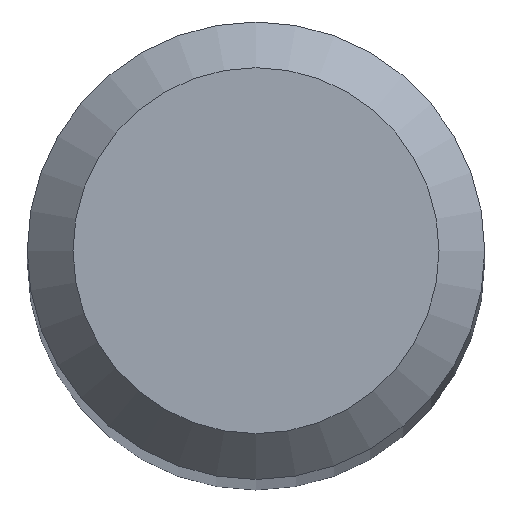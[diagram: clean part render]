
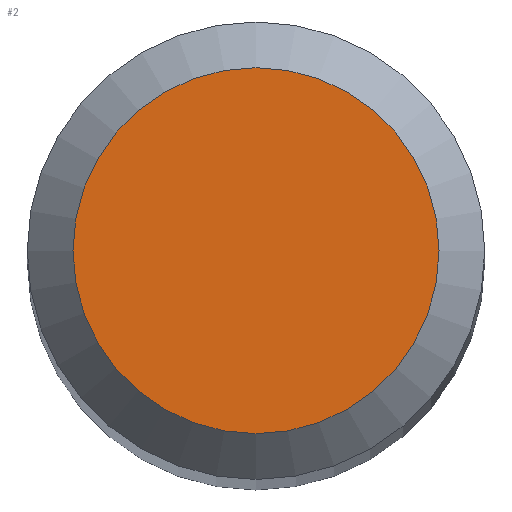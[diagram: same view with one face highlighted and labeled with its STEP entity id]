
A CAD part, top view. The second image highlights one B-rep face of the part: STEP entity #2.
In plain terms, the highlighted planar face has unit normal (0, 0, 1).
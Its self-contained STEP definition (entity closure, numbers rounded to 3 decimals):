
#2 = ADVANCED_FACE ( 'NONE', ( #158 ), #180, .F. ) ;
#35 = CIRCLE ( 'NONE', #197, 1. ) ;
#45 = CARTESIAN_POINT ( 'NONE',  ( 0., 0., 43. ) ) ;
#47 = DIRECTION ( 'NONE',  ( 0., 0., -1. ) ) ;
#94 = EDGE_CURVE ( 'NONE', #167, #167, #35, .T. ) ;
#102 = CARTESIAN_POINT ( 'NONE',  ( 0., 1., 43. ) ) ;
#138 = DIRECTION ( 'NONE',  ( 0., 1., 0. ) ) ;
#156 = DIRECTION ( 'NONE',  ( 0., 0., -1. ) ) ;
#157 = AXIS2_PLACEMENT_3D ( 'NONE', #45, #156, #138 ) ;
#158 = FACE_OUTER_BOUND ( 'NONE', #244, .T. ) ;
#167 = VERTEX_POINT ( 'NONE', #102 ) ;
#180 = PLANE ( 'NONE',  #157 ) ;
#195 = ORIENTED_EDGE ( 'NONE', *, *, #94, .F. ) ;
#197 = AXIS2_PLACEMENT_3D ( 'NONE', #231, #47, #280 ) ;
#231 = CARTESIAN_POINT ( 'NONE',  ( 0., 0., 43. ) ) ;
#244 = EDGE_LOOP ( 'NONE', ( #195 ) ) ;
#280 = DIRECTION ( 'NONE',  ( 0., 1., 0. ) ) ;
